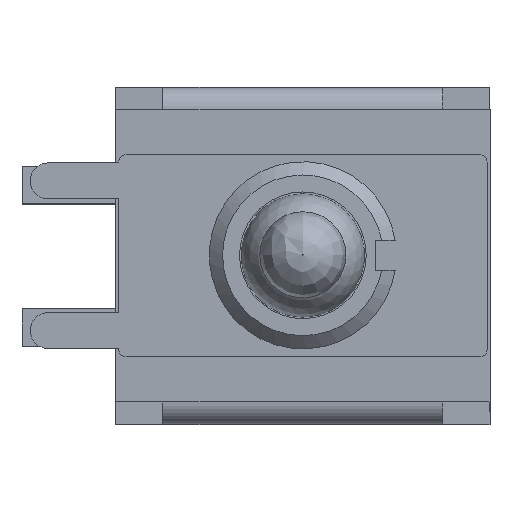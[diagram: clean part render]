
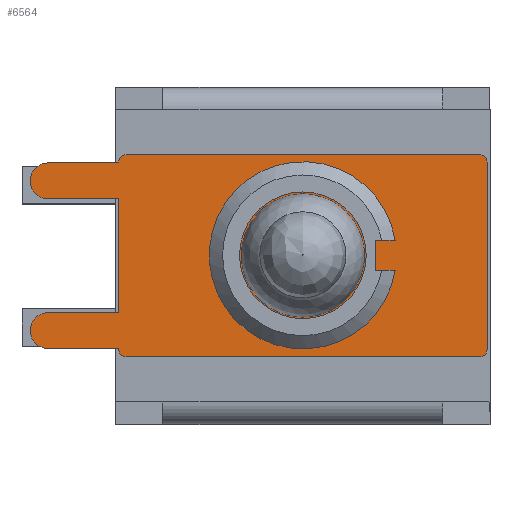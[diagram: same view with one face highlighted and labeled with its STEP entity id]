
A CAD part, top view. The second image highlights one B-rep face of the part: STEP entity #6564.
In plain terms, the highlighted planar face has unit normal (0, 0, 1).
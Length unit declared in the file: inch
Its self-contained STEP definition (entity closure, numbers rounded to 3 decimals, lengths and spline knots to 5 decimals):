
#232=CIRCLE('',#7029,0.00984);
#234=CIRCLE('',#7033,0.02402);
#235=CIRCLE('',#7034,0.02402);
#236=CIRCLE('',#7035,0.00984);
#237=CIRCLE('',#7036,0.00984);
#238=CIRCLE('',#7037,0.00984);
#562=FACE_OUTER_BOUND('',#956,.T.);
#956=EDGE_LOOP('',(#5286,#5287,#5288,#5289,#5290,#5291,#5292,#5293,#5294,
#5295,#5296,#5297,#5298,#5299,#5300,#5301));
#1623=LINE('',#10389,#2380);
#1626=LINE('',#10395,#2383);
#1627=LINE('',#10397,#2384);
#1628=LINE('',#10401,#2385);
#1629=LINE('',#10403,#2386);
#1630=LINE('',#10405,#2387);
#1631=LINE('',#10409,#2388);
#1632=LINE('',#10411,#2389);
#1633=LINE('',#10415,#2390);
#1634=LINE('',#10419,#2391);
#2380=VECTOR('',#8345,0.3937);
#2383=VECTOR('',#8350,0.3937);
#2384=VECTOR('',#8351,0.3937);
#2385=VECTOR('',#8354,0.3937);
#2386=VECTOR('',#8355,0.3937);
#2387=VECTOR('',#8356,0.3937);
#2388=VECTOR('',#8359,0.3937);
#2389=VECTOR('',#8360,0.3937);
#2390=VECTOR('',#8363,0.3937);
#2391=VECTOR('',#8366,0.3937);
#3008=VERTEX_POINT('',#10379);
#3009=VERTEX_POINT('',#10380);
#3012=VERTEX_POINT('',#10388);
#3014=VERTEX_POINT('',#10394);
#3015=VERTEX_POINT('',#10396);
#3016=VERTEX_POINT('',#10398);
#3017=VERTEX_POINT('',#10400);
#3018=VERTEX_POINT('',#10402);
#3019=VERTEX_POINT('',#10404);
#3020=VERTEX_POINT('',#10406);
#3021=VERTEX_POINT('',#10408);
#3022=VERTEX_POINT('',#10410);
#3023=VERTEX_POINT('',#10412);
#3024=VERTEX_POINT('',#10414);
#3025=VERTEX_POINT('',#10416);
#3026=VERTEX_POINT('',#10418);
#3794=EDGE_CURVE('',#3008,#3009,#232,.T.);
#3798=EDGE_CURVE('',#3009,#3012,#1623,.T.);
#3801=EDGE_CURVE('',#3014,#3008,#1626,.T.);
#3802=EDGE_CURVE('',#3015,#3014,#1627,.T.);
#3803=EDGE_CURVE('',#3016,#3015,#234,.T.);
#3804=EDGE_CURVE('',#3017,#3016,#1628,.T.);
#3805=EDGE_CURVE('',#3018,#3017,#1629,.T.);
#3806=EDGE_CURVE('',#3019,#3018,#1630,.T.);
#3807=EDGE_CURVE('',#3020,#3019,#235,.T.);
#3808=EDGE_CURVE('',#3021,#3020,#1631,.T.);
#3809=EDGE_CURVE('',#3022,#3021,#1632,.T.);
#3810=EDGE_CURVE('',#3023,#3022,#236,.T.);
#3811=EDGE_CURVE('',#3024,#3023,#1633,.T.);
#3812=EDGE_CURVE('',#3025,#3024,#237,.T.);
#3813=EDGE_CURVE('',#3026,#3025,#1634,.T.);
#3814=EDGE_CURVE('',#3012,#3026,#238,.T.);
#5286=ORIENTED_EDGE('',*,*,#3794,.F.);
#5287=ORIENTED_EDGE('',*,*,#3801,.F.);
#5288=ORIENTED_EDGE('',*,*,#3802,.F.);
#5289=ORIENTED_EDGE('',*,*,#3803,.F.);
#5290=ORIENTED_EDGE('',*,*,#3804,.F.);
#5291=ORIENTED_EDGE('',*,*,#3805,.F.);
#5292=ORIENTED_EDGE('',*,*,#3806,.F.);
#5293=ORIENTED_EDGE('',*,*,#3807,.F.);
#5294=ORIENTED_EDGE('',*,*,#3808,.F.);
#5295=ORIENTED_EDGE('',*,*,#3809,.F.);
#5296=ORIENTED_EDGE('',*,*,#3810,.F.);
#5297=ORIENTED_EDGE('',*,*,#3811,.F.);
#5298=ORIENTED_EDGE('',*,*,#3812,.F.);
#5299=ORIENTED_EDGE('',*,*,#3813,.F.);
#5300=ORIENTED_EDGE('',*,*,#3814,.F.);
#5301=ORIENTED_EDGE('',*,*,#3798,.F.);
#6271=PLANE('',#7032);
#6564=ADVANCED_FACE('',(#562),#6271,.T.);
#7029=AXIS2_PLACEMENT_3D('',#10381,#8337,#8338);
#7032=AXIS2_PLACEMENT_3D('',#10393,#8348,#8349);
#7033=AXIS2_PLACEMENT_3D('',#10399,#8352,#8353);
#7034=AXIS2_PLACEMENT_3D('',#10407,#8357,#8358);
#7035=AXIS2_PLACEMENT_3D('',#10413,#8361,#8362);
#7036=AXIS2_PLACEMENT_3D('',#10417,#8364,#8365);
#7037=AXIS2_PLACEMENT_3D('',#10420,#8367,#8368);
#8337=DIRECTION('center_axis',(0.,0.,
-1.));
#8338=DIRECTION('ref_axis',(-0.707,0.707,0.));
#8345=DIRECTION('',(1.,0.,0.));
#8348=DIRECTION('center_axis',(0.,0.,
1.));
#8349=DIRECTION('ref_axis',(-1.,0.,0.));
#8350=DIRECTION('',(0.,1.,0.));
#8351=DIRECTION('',(1.,0.,0.));
#8352=DIRECTION('center_axis',(0.,0.,
-1.));
#8353=DIRECTION('ref_axis',(0.,1.,0.));
#8354=DIRECTION('',(-1.,0.,0.));
#8355=DIRECTION('',(0.,1.,0.));
#8356=DIRECTION('',(1.,0.,0.));
#8357=DIRECTION('center_axis',(0.,0.,
-1.));
#8358=DIRECTION('ref_axis',(0.,1.,0.));
#8359=DIRECTION('',(-1.,0.,0.));
#8360=DIRECTION('',(0.,1.,0.));
#8361=DIRECTION('center_axis',(0.,0.,
-1.));
#8362=DIRECTION('ref_axis',(-0.707,-0.707,0.));
#8363=DIRECTION('',(-1.,0.,0.));
#8364=DIRECTION('center_axis',(0.,0.,
-1.));
#8365=DIRECTION('ref_axis',(0.707,-0.707,0.));
#8366=DIRECTION('',(0.,-1.,0.));
#8367=DIRECTION('center_axis',(0.,0.,
-1.));
#8368=DIRECTION('ref_axis',(0.707,0.707,0.));
#10379=CARTESIAN_POINT('',(-0.24606,0.1252,0.36969));
#10380=CARTESIAN_POINT('',(-0.23622,0.13504,0.36969));
#10381=CARTESIAN_POINT('Origin',(-0.23622,0.1252,0.36969));
#10388=CARTESIAN_POINT('',(0.23622,0.13504,0.36969));
#10389=CARTESIAN_POINT('',(0.24606,0.13504,0.36969));
#10393=CARTESIAN_POINT('Origin',(-0.07164,0.,
0.36969));
#10394=CARTESIAN_POINT('',(-0.24606,0.12402,0.36969));
#10395=CARTESIAN_POINT('',(-0.24606,0.13504,0.36969));
#10396=CARTESIAN_POINT('',(-0.34016,0.12402,0.36969));
#10397=CARTESIAN_POINT('',(-0.24606,0.12402,0.36969));
#10398=CARTESIAN_POINT('',(-0.34016,0.07598,0.36969));
#10399=CARTESIAN_POINT('Origin',(-0.34016,0.1,0.36969));
#10400=CARTESIAN_POINT('',(-0.24606,0.07598,0.36969));
#10401=CARTESIAN_POINT('',(-0.34016,0.07598,0.36969));
#10402=CARTESIAN_POINT('',(-0.24606,-0.07598,0.36969));
#10403=CARTESIAN_POINT('',(-0.24606,0.07598,0.36969));
#10404=CARTESIAN_POINT('',(-0.34016,-0.07598,0.36969));
#10405=CARTESIAN_POINT('',(-0.24606,-0.07598,0.36969));
#10406=CARTESIAN_POINT('',(-0.34016,-0.12402,0.36969));
#10407=CARTESIAN_POINT('Origin',(-0.34016,-0.1,
0.36969));
#10408=CARTESIAN_POINT('',(-0.24606,-0.12402,0.36969));
#10409=CARTESIAN_POINT('',(-0.34016,-0.12402,0.36969));
#10410=CARTESIAN_POINT('',(-0.24606,-0.1252,0.36969));
#10411=CARTESIAN_POINT('',(-0.24606,-0.12402,0.36969));
#10412=CARTESIAN_POINT('',(-0.23622,-0.13504,0.36969));
#10413=CARTESIAN_POINT('Origin',(-0.23622,-0.1252,
0.36969));
#10414=CARTESIAN_POINT('',(0.23622,-0.13504,0.36969));
#10415=CARTESIAN_POINT('',(-0.24606,-0.13504,0.36969));
#10416=CARTESIAN_POINT('',(0.24606,-0.1252,0.36969));
#10417=CARTESIAN_POINT('Origin',(0.23622,-0.1252,0.36969));
#10418=CARTESIAN_POINT('',(0.24606,0.1252,0.36969));
#10419=CARTESIAN_POINT('',(0.24606,-0.13504,0.36969));
#10420=CARTESIAN_POINT('Origin',(0.23622,0.1252,0.36969));
